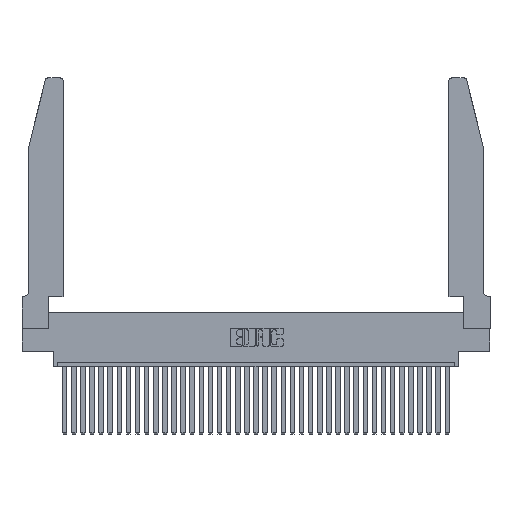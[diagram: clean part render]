
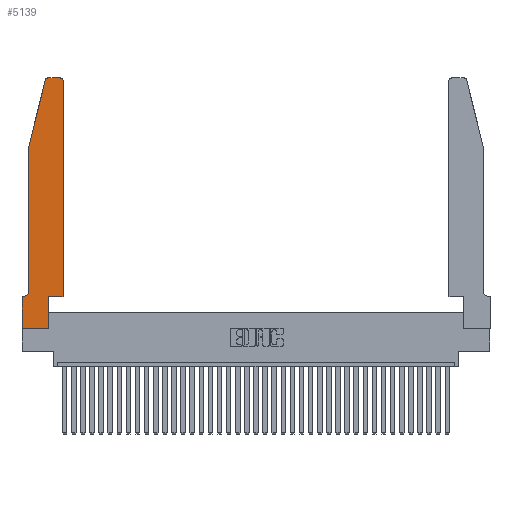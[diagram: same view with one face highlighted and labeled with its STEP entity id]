
A CAD part, top view. The second image highlights one B-rep face of the part: STEP entity #5139.
In plain terms, the highlighted planar face has unit normal (0, 0, 1).
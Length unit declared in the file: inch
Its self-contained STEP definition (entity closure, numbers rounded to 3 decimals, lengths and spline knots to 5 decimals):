
#164 = EDGE_CURVE ( 'NONE', #15869, #18819, #16630, .T. ) ;
#752 = VERTEX_POINT ( 'NONE', #6620 ) ;
#1442 = DIRECTION ( 'NONE',  ( 1., 0., 0. ) ) ;
#2202 = EDGE_CURVE ( 'NONE', #13402, #20857, #4450, .T. ) ;
#2363 = EDGE_CURVE ( 'NONE', #21497, #22763, #32966, .T. ) ;
#2659 = DIRECTION ( 'NONE',  ( 0., -1., 0. ) ) ;
#2773 = DIRECTION ( 'NONE',  ( 0., 1., 0. ) ) ;
#3726 = PLANE ( 'NONE',  #33222 ) ;
#4142 = CARTESIAN_POINT ( 'NONE',  ( 0.25487, 2.72718, 0.37 ) ) ;
#4450 = LINE ( 'NONE', #23005, #29854 ) ;
#4641 = ORIENTED_EDGE ( 'NONE', *, *, #2363, .T. ) ;
#5111 = AXIS2_PLACEMENT_3D ( 'NONE', #31396, #11127, #10991 ) ;
#5139 = ADVANCED_FACE ( 'NONE', ( #28503 ), #3726, .T. ) ;
#5207 = VECTOR ( 'NONE', #15256, 39.37008 ) ;
#5952 = EDGE_CURVE ( 'NONE', #36880, #12702, #21362, .T. ) ;
#6053 = EDGE_CURVE ( 'NONE', #11434, #15869, #29861, .T. ) ;
#6386 = ORIENTED_EDGE ( 'NONE', *, *, #34335, .T. ) ;
#6620 = CARTESIAN_POINT ( 'NONE',  ( 0., 0., 0.37 ) ) ;
#6813 = CARTESIAN_POINT ( 'NONE',  ( 0.0755, 0.35, 0.37 ) ) ;
#6922 = EDGE_CURVE ( 'NONE', #752, #11434, #34655, .T. ) ;
#6926 = ORIENTED_EDGE ( 'NONE', *, *, #12373, .T. ) ;
#6966 = LINE ( 'NONE', #9494, #5207 ) ;
#7313 = DIRECTION ( 'NONE',  ( 0., 0., 1. ) ) ;
#7383 = VECTOR ( 'NONE', #2659, 39.37008 ) ;
#7568 = CARTESIAN_POINT ( 'NONE',  ( 0.4205, 2.72, 0.37 ) ) ;
#8280 = DIRECTION ( 'NONE',  ( 1., 0., 0. ) ) ;
#8658 = DIRECTION ( 'NONE',  ( 1., 0., 0. ) ) ;
#8672 = DIRECTION ( 'NONE',  ( -0.239, -0.971, 0. ) ) ;
#8843 = ORIENTED_EDGE ( 'NONE', *, *, #19028, .T. ) ;
#9150 = EDGE_LOOP ( 'NONE', ( #6386, #29898, #25988, #12787, #32659, #4641, #8843, #11768, #36841, #27672, #6926, #10598 ) ) ;
#9494 = CARTESIAN_POINT ( 'NONE',  ( 0.4505, 0.35, 0.37 ) ) ;
#9676 = CIRCLE ( 'NONE', #12492, 0.03 ) ;
#10176 = CIRCLE ( 'NONE', #5111, 0.07 ) ;
#10598 = ORIENTED_EDGE ( 'NONE', *, *, #5952, .T. ) ;
#10618 = EDGE_CURVE ( 'NONE', #21634, #21497, #10176, .T. ) ;
#10991 = DIRECTION ( 'NONE',  ( -1., 0., 0. ) ) ;
#11079 = DIRECTION ( 'NONE',  ( 0., 0., 1. ) ) ;
#11127 = DIRECTION ( 'NONE',  ( 0., 0., -1. ) ) ;
#11434 = VERTEX_POINT ( 'NONE', #24357 ) ;
#11690 = EDGE_CURVE ( 'NONE', #19539, #13402, #9676, .T. ) ;
#11768 = ORIENTED_EDGE ( 'NONE', *, *, #6922, .T. ) ;
#11780 = CARTESIAN_POINT ( 'NONE',  ( 0.0755, 2., 0.37 ) ) ;
#11811 = DIRECTION ( 'NONE',  ( 1., 0., 0. ) ) ;
#12373 = EDGE_CURVE ( 'NONE', #18819, #36880, #6966, .T. ) ;
#12492 = AXIS2_PLACEMENT_3D ( 'NONE', #31758, #11079, #1442 ) ;
#12523 = CARTESIAN_POINT ( 'NONE',  ( 0.4205, 2.75, 0.37 ) ) ;
#12702 = VERTEX_POINT ( 'NONE', #12523 ) ;
#12787 = ORIENTED_EDGE ( 'NONE', *, *, #31088, .T. ) ;
#13164 = AXIS2_PLACEMENT_3D ( 'NONE', #7568, #7313, #18639 ) ;
#13402 = VERTEX_POINT ( 'NONE', #4142 ) ;
#13784 = CARTESIAN_POINT ( 'NONE',  ( 0.284, 2.75, 0.37 ) ) ;
#14620 = VECTOR ( 'NONE', #27781, 39.37008 ) ;
#14690 = DIRECTION ( 'NONE',  ( 0., 0., 1. ) ) ;
#14843 = VECTOR ( 'NONE', #8280, 39.37008 ) ;
#15256 = DIRECTION ( 'NONE',  ( 0., 1., 0. ) ) ;
#15272 = DIRECTION ( 'NONE',  ( 0., -1., 0. ) ) ;
#15494 = DIRECTION ( 'NONE',  ( -1., 0., 0. ) ) ;
#15861 = CARTESIAN_POINT ( 'NONE',  ( 0.2605, 2.75, 0.37 ) ) ;
#15869 = VERTEX_POINT ( 'NONE', #18154 ) ;
#16630 = LINE ( 'NONE', #19734, #14843 ) ;
#16738 = CARTESIAN_POINT ( 'NONE',  ( 0.4505, 0.35, 0.37 ) ) ;
#16814 = VECTOR ( 'NONE', #8658, 39.37008 ) ;
#18154 = CARTESIAN_POINT ( 'NONE',  ( 0.2865, 0.35, 0.37 ) ) ;
#18639 = DIRECTION ( 'NONE',  ( 1., 0., 0. ) ) ;
#18806 = CARTESIAN_POINT ( 'NONE',  ( 0., 0., 0.37 ) ) ;
#18819 = VERTEX_POINT ( 'NONE', #16738 ) ;
#19028 = EDGE_CURVE ( 'NONE', #22763, #752, #35527, .T. ) ;
#19539 = VERTEX_POINT ( 'NONE', #13784 ) ;
#19734 = CARTESIAN_POINT ( 'NONE',  ( 0.4505, 0.35, 0.37 ) ) ;
#20235 = CARTESIAN_POINT ( 'NONE',  ( 0.4505, 2.72, 0.37 ) ) ;
#20790 = CARTESIAN_POINT ( 'NONE',  ( 0.0055, 0.35, 0.37 ) ) ;
#20857 = VERTEX_POINT ( 'NONE', #11780 ) ;
#20882 = VECTOR ( 'NONE', #15272, 39.37008 ) ;
#21362 = CIRCLE ( 'NONE', #13164, 0.03 ) ;
#21497 = VERTEX_POINT ( 'NONE', #20790 ) ;
#21634 = VERTEX_POINT ( 'NONE', #36680 ) ;
#22104 = VECTOR ( 'NONE', #15494, 39.37008 ) ;
#22763 = VERTEX_POINT ( 'NONE', #24508 ) ;
#23005 = CARTESIAN_POINT ( 'NONE',  ( 0.0755, 2., 0.37 ) ) ;
#23215 = CARTESIAN_POINT ( 'NONE',  ( 0.0755, 2., 0.37 ) ) ;
#24357 = CARTESIAN_POINT ( 'NONE',  ( 0.2865, 0., 0.37 ) ) ;
#24508 = CARTESIAN_POINT ( 'NONE',  ( 0., 0.35, 0.37 ) ) ;
#25106 = CARTESIAN_POINT ( 'NONE',  ( 0.2865, 0.35, 0.37 ) ) ;
#25988 = ORIENTED_EDGE ( 'NONE', *, *, #2202, .T. ) ;
#26016 = CARTESIAN_POINT ( 'NONE',  ( 0., 0.35, 0.37 ) ) ;
#26255 = LINE ( 'NONE', #23215, #20882 ) ;
#27672 = ORIENTED_EDGE ( 'NONE', *, *, #164, .T. ) ;
#27781 = DIRECTION ( 'NONE',  ( -1., 0., 0. ) ) ;
#27920 = LINE ( 'NONE', #15861, #22104 ) ;
#28260 = CARTESIAN_POINT ( 'NONE',  ( 0., 0., 0.37 ) ) ;
#28503 = FACE_OUTER_BOUND ( 'NONE', #9150, .T. ) ;
#29374 = VECTOR ( 'NONE', #2773, 39.37008 ) ;
#29854 = VECTOR ( 'NONE', #8672, 39.37008 ) ;
#29861 = LINE ( 'NONE', #25106, #29374 ) ;
#29898 = ORIENTED_EDGE ( 'NONE', *, *, #11690, .T. ) ;
#31088 = EDGE_CURVE ( 'NONE', #20857, #21634, #26255, .T. ) ;
#31396 = CARTESIAN_POINT ( 'NONE',  ( 0.0055, 0.42, 0.37 ) ) ;
#31758 = CARTESIAN_POINT ( 'NONE',  ( 0.284, 2.72, 0.37 ) ) ;
#32659 = ORIENTED_EDGE ( 'NONE', *, *, #10618, .T. ) ;
#32966 = LINE ( 'NONE', #6813, #14620 ) ;
#33222 = AXIS2_PLACEMENT_3D ( 'NONE', #26016, #14690, #11811 ) ;
#34335 = EDGE_CURVE ( 'NONE', #12702, #19539, #27920, .T. ) ;
#34655 = LINE ( 'NONE', #28260, #16814 ) ;
#35527 = LINE ( 'NONE', #18806, #7383 ) ;
#36680 = CARTESIAN_POINT ( 'NONE',  ( 0.0755, 0.42, 0.37 ) ) ;
#36841 = ORIENTED_EDGE ( 'NONE', *, *, #6053, .T. ) ;
#36880 = VERTEX_POINT ( 'NONE', #20235 ) ;
